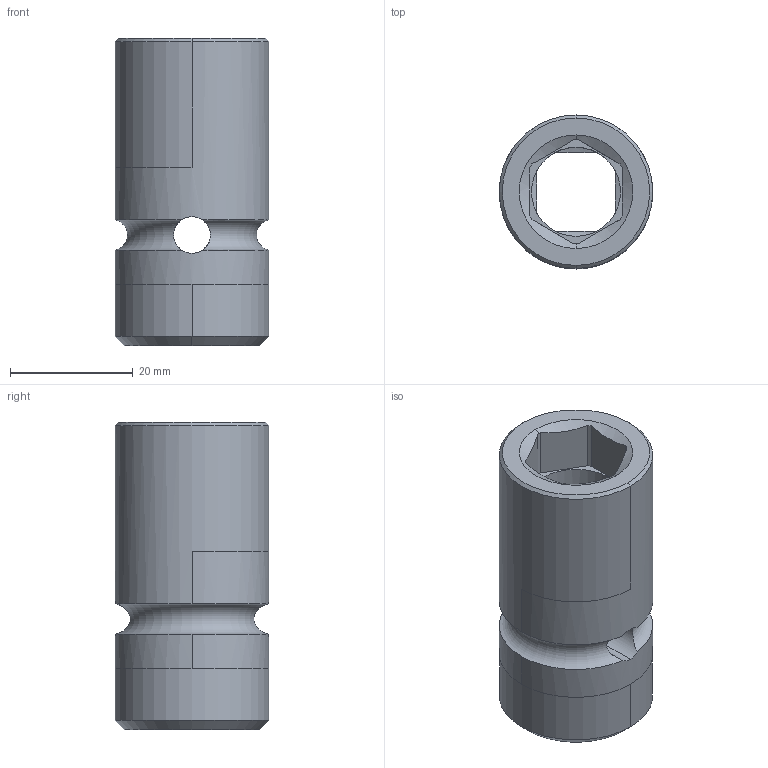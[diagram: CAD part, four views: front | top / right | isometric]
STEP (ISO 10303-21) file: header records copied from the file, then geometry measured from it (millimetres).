
FILE_DESCRIPTION((''),'2;1');
FILE_NAME('4026431500','2023-10-11T14:26:11',('a00565553'),(''),'CREO PARAMETRIC BY PTC INC, 2022414','CREO PARAMETRIC BY PTC INC, 2022414','');
FILE_SCHEMA(('CONFIG_CONTROL_DESIGN','GEOMETRIC_VALIDATION_PROPERTIES_MIM'));
Length unit declared in the file: millimetre
Products named in the file (1): 4026431500
Bounding box: 25 x 25 x 50 mm (x, y, z)
Volume: 14090.1 mm3; surface area: 7065.2 mm2
Topology: 1 solids, 1 shells, 56 faces, 155 edges, 100 vertices
Faces by surface type: cylinder 23, plane 17, cone 14, torus 2
Entity records: 2167 total; most frequent: CARTESIAN_POINT 602, ORIENTED_EDGE 310, DIRECTION 306, EDGE_CURVE 155, AXIS2_PLACEMENT_3D 123, VERTEX_POINT 100, CIRCLE 67, EDGE_LOOP 61
